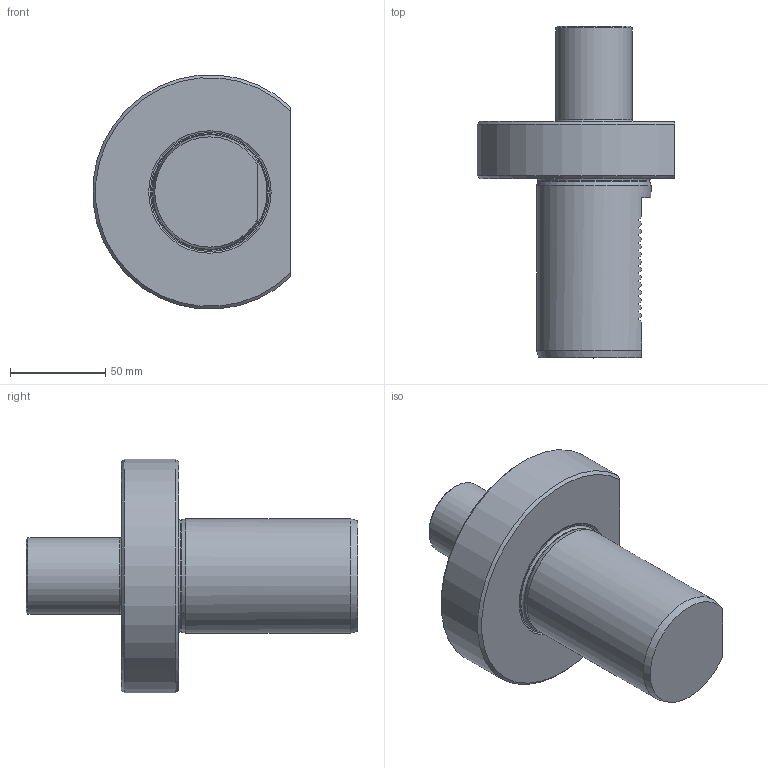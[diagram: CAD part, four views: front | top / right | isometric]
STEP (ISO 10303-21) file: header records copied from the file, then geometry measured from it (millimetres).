
FILE_DESCRIPTION (( 'STEP AP214' ), '1' );
FILE_NAME ('E160X20.STEP', '2025-06-30T15:32:41', ( '' ), ( '' ), 'SwSTEP 2.0', 'SolidWorks 2023', '' );
FILE_SCHEMA (( 'AUTOMOTIVE_DESIGN' ));
Length unit declared in the file: millimetre
Products named in the file (1): E160X20
Bounding box: 103.77 x 174 x 122.69 mm (x, y, z)
Volume: 620801.4 mm3; surface area: 59986.5 mm2
Topology: 1 solids, 1 shells, 279 faces, 739 edges, 491 vertices
Faces by surface type: plane 187, cylinder 45, bspline 38, cone 5, torus 4
Full cylindrical faces by diameter (mm): 1.7 x1, 2.1 x1, 6.366 x1, 20 x1, 40 x1, 58.7 x1, 60 x1
Entity records: 13300 total; most frequent: CARTESIAN_POINT 4729, ORIENTED_EDGE 1448, DIRECTION 1114, EDGE_CURVE 724, VERTEX_POINT 489, LINE 486, VECTOR 486, EDGE_LOOP 321
